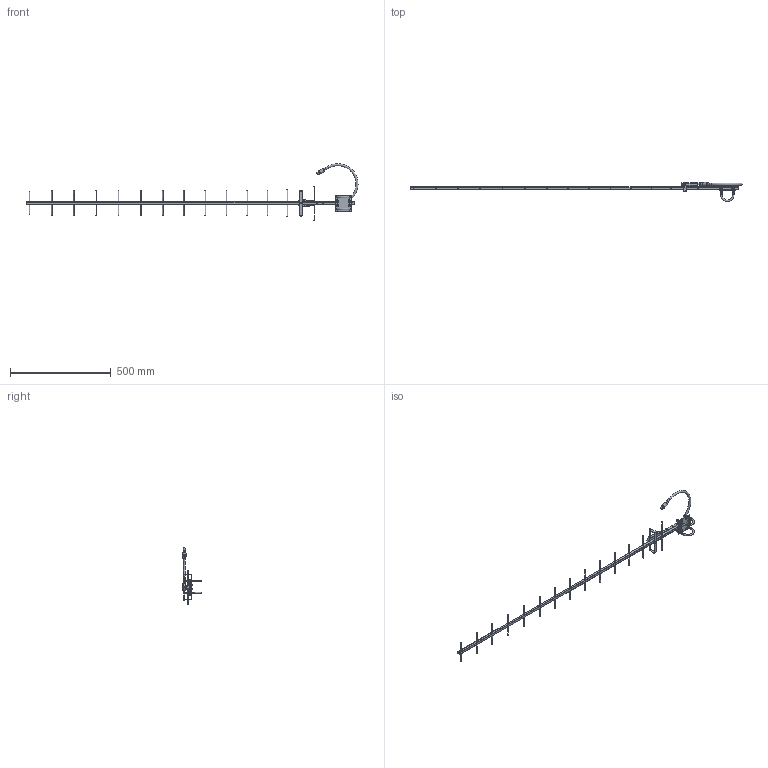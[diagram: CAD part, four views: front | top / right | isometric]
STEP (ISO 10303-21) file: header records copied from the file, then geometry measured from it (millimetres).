
FILE_DESCRIPTION (( 'STEP AP214' ), '1' );
FILE_NAME ('HG913Y.STEP', '2018-01-22T15:37:56', ( '' ), ( '' ), 'SwSTEP 2.0', 'SolidWorks 2014', '' );
FILE_SCHEMA (( 'AUTOMOTIVE_DESIGN' ));
Length unit declared in the file: inch
Products named in the file (1): HG913Y
Bounding box: 1645.67 x 95 x 280.48 mm (x, y, z)
Volume: 268126.6 mm3; surface area: 229155.1 mm2
Topology: 7 solids, 16 shells, 1048 faces, 2280 edges, 1354 vertices
Faces by surface type: cone 465, plane 323, cylinder 170, torus 80, sphere 10
Full cylindrical faces by diameter (mm): 2.794 x2, 3.048 x17, 3.988 x42, 4.508 x2, 4.826 x2, 5.083 x2, 5.131 x2, 5.309 x2, 5.461 x6, 6.891 x1, 6.934 x8, 7.01 x2, 7.493 x4, 8.966 x4, 10.008 x2, 10.109 x2, 10.363 x4, 10.476 x1, 11.086 x1, 12.37 x4, 12.7 x4, 15.5 x1, 16.129 x4, 16.16 x1, 18.16 x1
Entity records: 37616 total; most frequent: CARTESIAN_POINT 6091, DIRECTION 4352, ORIENTED_EDGE 3188, AXIS2_PLACEMENT_3D 1931, EDGE_LOOP 1822, EDGE_CURVE 1594, VERTEX_POINT 1288, FACE_OUTER_BOUND 1201
